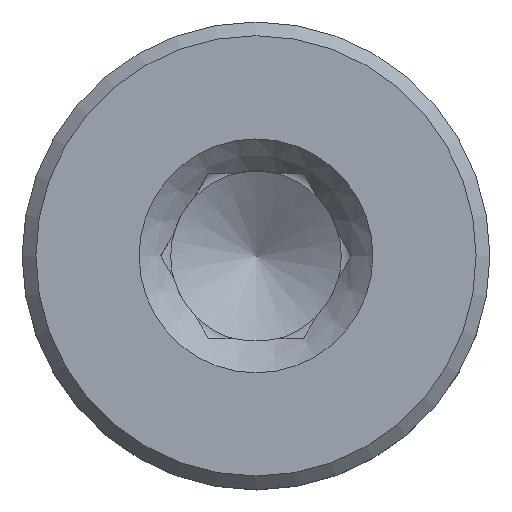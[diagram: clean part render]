
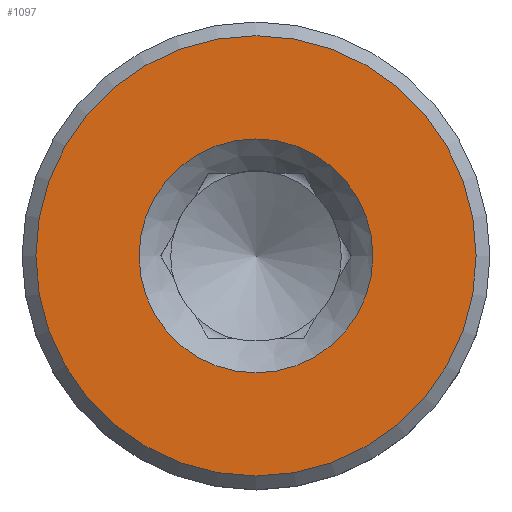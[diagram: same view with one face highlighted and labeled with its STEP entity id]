
A CAD part, top view. The second image highlights one B-rep face of the part: STEP entity #1097.
In plain terms, the highlighted planar face has unit normal (0, 0, 1).
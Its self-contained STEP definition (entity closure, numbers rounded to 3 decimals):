
#869=CARTESIAN_POINT('',(4.25,0.,17.0));
#870=VERTEX_POINT('',#869);
#871=CARTESIAN_POINT('',(0.0,0.0,17.0));
#872=DIRECTION('',(0.0,0.0,-1.0));
#873=DIRECTION('',(-1.0,0.0,0.0));
#874=AXIS2_PLACEMENT_3D('',#871,#872,#873);
#875=CIRCLE('',#874,4.25);
#876=EDGE_CURVE('',#870,#870,#875,.T.);
#1043=CARTESIAN_POINT('',(8.,0.,17.0));
#1044=VERTEX_POINT('',#1043);
#1045=CARTESIAN_POINT('',(0.0,0.0,17.0));
#1046=DIRECTION('',(0.0,0.0,-1.0));
#1047=DIRECTION('',(-1.0,0.0,0.0));
#1048=AXIS2_PLACEMENT_3D('',#1045,#1046,#1047);
#1049=CIRCLE('',#1048,8.);
#1050=EDGE_CURVE('',#1044,#1044,#1049,.T.);
#1086=CARTESIAN_POINT('',(0.0,0.0,17.0));
#1087=DIRECTION('',(0.0,0.0,-1.0));
#1088=DIRECTION('',(-1.0,0.0,0.0));
#1089=AXIS2_PLACEMENT_3D('',#1086,#1087,#1088);
#1090=PLANE('',#1089);
#1091=ORIENTED_EDGE('',*,*,#1050,.F.);
#1092=EDGE_LOOP('',(#1091));
#1093=FACE_OUTER_BOUND('',#1092,.T.);
#1094=ORIENTED_EDGE('',*,*,#876,.T.);
#1095=EDGE_LOOP('',(#1094));
#1096=FACE_BOUND('',#1095,.T.);
#1097=ADVANCED_FACE('',(#1093,#1096),#1090,.F.);
